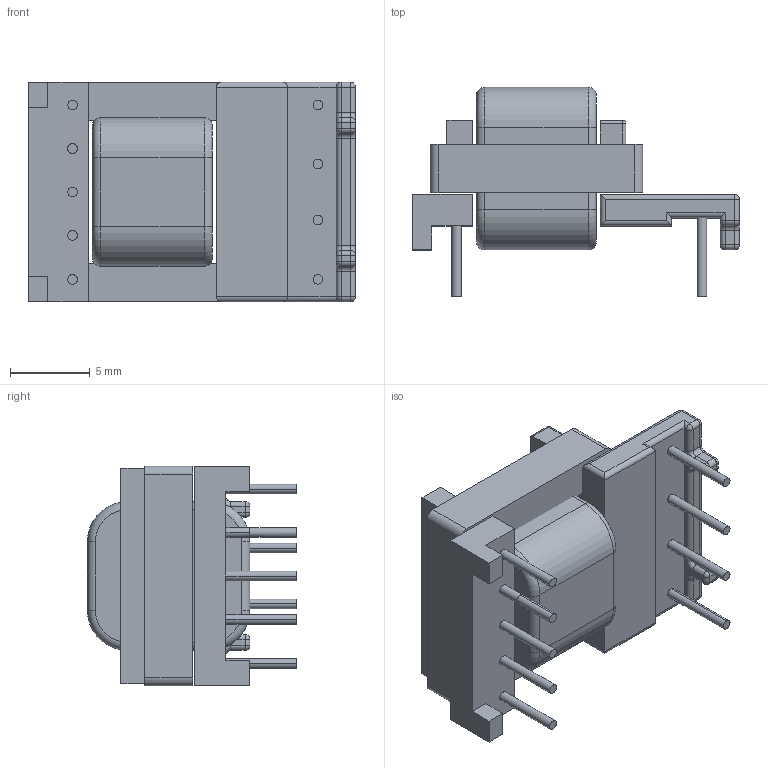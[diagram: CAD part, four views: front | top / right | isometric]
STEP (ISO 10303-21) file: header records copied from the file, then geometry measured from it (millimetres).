
FILE_DESCRIPTION (( 'STEP AP214' ), '1' );
FILE_NAME ('WE EF12.6 .STEP', '2014-10-16T12:43:54', ( 'Master' ), ( '' ), 'SwSTEP 2.0', 'SolidWorks 2013', '' );
FILE_SCHEMA (( 'AUTOMOTIVE_DESIGN' ));
Length unit declared in the file: millimetre
Products named in the file (1): WE EF12.6 
Bounding box: 20.45 x 13.08 x 13.72 mm (x, y, z)
Volume: 1391.7 mm3; surface area: 1683.2 mm2
Topology: 6 solids, 6 shells, 183 faces, 412 edges, 234 vertices
Faces by surface type: cylinder 84, plane 67, torus 16, sphere 16
Entity records: 6930 total; most frequent: DIRECTION 910, CARTESIAN_POINT 864, ORIENTED_EDGE 792, EDGE_CURVE 396, AXIS2_PLACEMENT_3D 344, VERTEX_POINT 234, VECTOR 222, LINE 222
